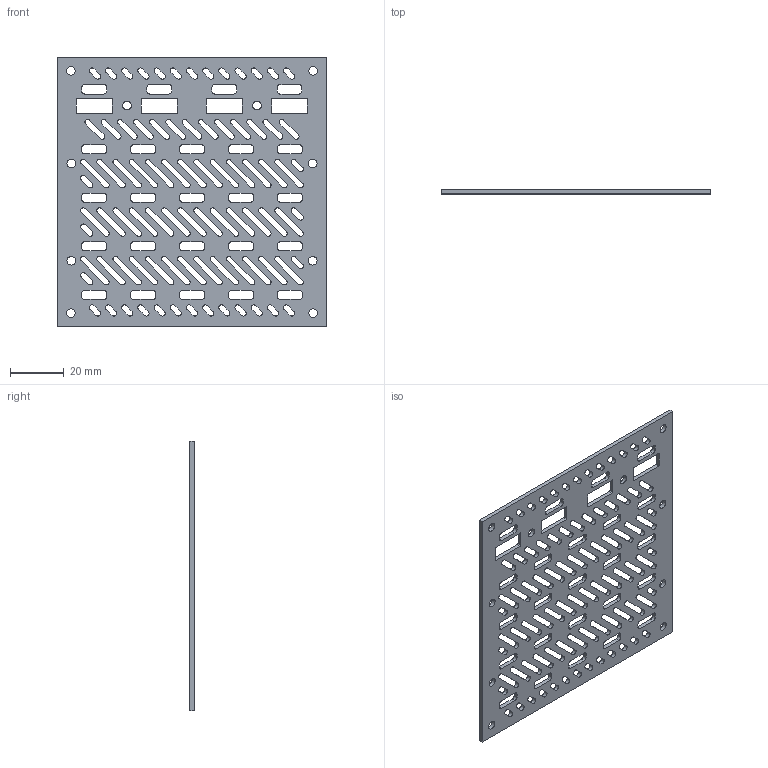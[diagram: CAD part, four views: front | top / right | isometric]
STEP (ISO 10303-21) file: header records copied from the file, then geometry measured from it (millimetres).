
FILE_DESCRIPTION(/* description */ (''),/* implementation_level */ '2;1');
FILE_NAME(/* name */ 'FrontPlate.step',/* time_stamp */ '2023-07-30T00:24:52+02:00',/* author */ (''),/* organization */ (''),/* preprocessor_version */ 'ST-DEVELOPER v20',/* originating_system */ 'Autodesk Translation Framework v12.9.0.99',/* authorisation */ '');
FILE_SCHEMA (('AUTOMOTIVE_DESIGN { 1 0 10303 214 3 1 1 }'));
Length unit declared in the file: millimetre
Products named in the file (1): Anordnung Test
Bounding box: 100 x 1.5 x 100 mm (x, y, z)
Volume: 10893.2 mm3; surface area: 19159.8 mm2
Topology: 1 solids, 1 shells, 576 faces, 1722 edges, 1148 vertices
Faces by surface type: cylinder 290, plane 286
Full cylindrical faces by diameter (mm): 3.2 x10
Entity records: 20056 total; most frequent: DIRECTION 3456, CARTESIAN_POINT 3447, ORIENTED_EDGE 3444, EDGE_CURVE 1722, AXIS2_PLACEMENT_3D 1157, VERTEX_POINT 1148, LINE 1142, VECTOR 1142
